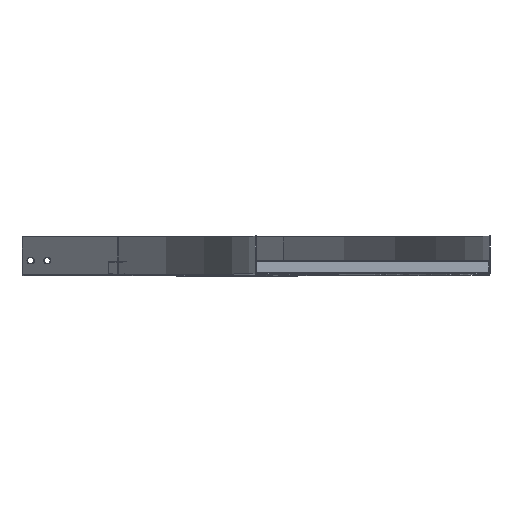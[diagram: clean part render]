
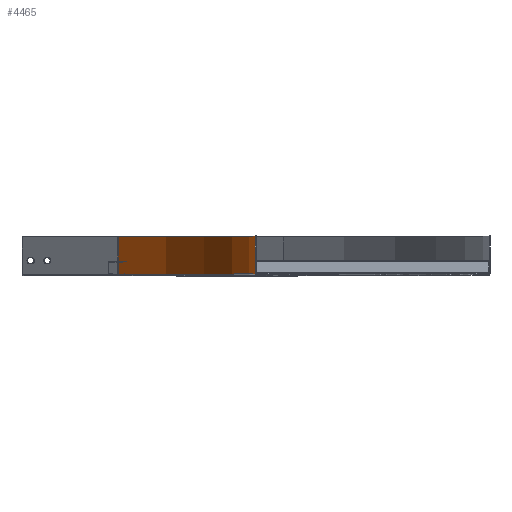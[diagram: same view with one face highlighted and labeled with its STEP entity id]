
A CAD part, top view. The second image highlights one B-rep face of the part: STEP entity #4465.
In plain terms, the highlighted cylindrical face has radius 600 mm (diameter 1200 mm), a partial arc.
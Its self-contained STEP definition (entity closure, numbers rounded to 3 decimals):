
#197 = LINE ( 'NONE', #2485, #200 ) ;
#199 = CIRCLE ( 'NONE', #1640, 600. ) ;
#200 = VECTOR ( 'NONE', #2486, 1000. ) ;
#370 = AXIS2_PLACEMENT_3D ( 'NONE', #2875, #2873, #2871 ) ;
#504 = EDGE_CURVE ( 'NONE', #5008, #5009, #804, .T. ) ;
#505 = EDGE_CURVE ( 'NONE', #5005, #5009, #802, .T. ) ;
#654 = ORIENTED_EDGE ( 'NONE', *, *, #5504, .F. ) ;
#655 = ORIENTED_EDGE ( 'NONE', *, *, #5505, .T. ) ;
#656 = ORIENTED_EDGE ( 'NONE', *, *, #504, .T. ) ;
#657 = ORIENTED_EDGE ( 'NONE', *, *, #505, .F. ) ;
#802 = CIRCLE ( 'NONE', #5583, 600. ) ;
#804 = LINE ( 'NONE', #2720, #807 ) ;
#807 = VECTOR ( 'NONE', #2716, 1000. ) ;
#1002 = FACE_OUTER_BOUND ( 'NONE', #1395, .T. ) ;
#1009 = CYLINDRICAL_SURFACE ( 'NONE', #370, 600. ) ;
#1395 = EDGE_LOOP ( 'NONE', ( #654, #655, #656, #657 ) ) ;
#1640 = AXIS2_PLACEMENT_3D ( 'NONE', #2489, #2490, #2491 ) ;
#1787 = CARTESIAN_POINT ( 'NONE',  ( 0., 7.07, -173. ) ) ;
#1789 = CARTESIAN_POINT ( 'NONE',  ( 0., -41.13, -173. ) ) ;
#1792 = CARTESIAN_POINT ( 'NONE',  ( -175.736, 7.07, -597.264 ) ) ;
#1793 = CARTESIAN_POINT ( 'NONE',  ( -175.736, -41.13, -597.264 ) ) ;
#2485 = CARTESIAN_POINT ( 'NONE',  ( 0., -41.13, -173. ) ) ;
#2486 = DIRECTION ( 'NONE',  ( 0., -1., 0. ) ) ;
#2489 = CARTESIAN_POINT ( 'NONE',  ( -600., 7.07, -173. ) ) ;
#2490 = DIRECTION ( 'NONE',  ( 0., 1., 0. ) ) ;
#2491 = DIRECTION ( 'NONE',  ( 0., 0., 1. ) ) ;
#2711 = DIRECTION ( 'NONE',  ( 0., 0., 1. ) ) ;
#2713 = DIRECTION ( 'NONE',  ( 0., 1., 0. ) ) ;
#2714 = CARTESIAN_POINT ( 'NONE',  ( -600., -41.13, -173. ) ) ;
#2716 = DIRECTION ( 'NONE',  ( 0., -1., 0. ) ) ;
#2720 = CARTESIAN_POINT ( 'NONE',  ( -175.736, -41.13, -597.264 ) ) ;
#2871 = DIRECTION ( 'NONE',  ( 0., 0., 1. ) ) ;
#2873 = DIRECTION ( 'NONE',  ( 0., 1., 0. ) ) ;
#2875 = CARTESIAN_POINT ( 'NONE',  ( -600., 0., -173. ) ) ;
#4465 = ADVANCED_FACE ( 'NONE', ( #1002 ), #1009, .F. ) ;
#5003 = VERTEX_POINT ( 'NONE', #1787 ) ;
#5005 = VERTEX_POINT ( 'NONE', #1789 ) ;
#5008 = VERTEX_POINT ( 'NONE', #1792 ) ;
#5009 = VERTEX_POINT ( 'NONE', #1793 ) ;
#5504 = EDGE_CURVE ( 'NONE', #5003, #5005, #197, .T. ) ;
#5505 = EDGE_CURVE ( 'NONE', #5003, #5008, #199, .T. ) ;
#5583 = AXIS2_PLACEMENT_3D ( 'NONE', #2714, #2713, #2711 ) ;
